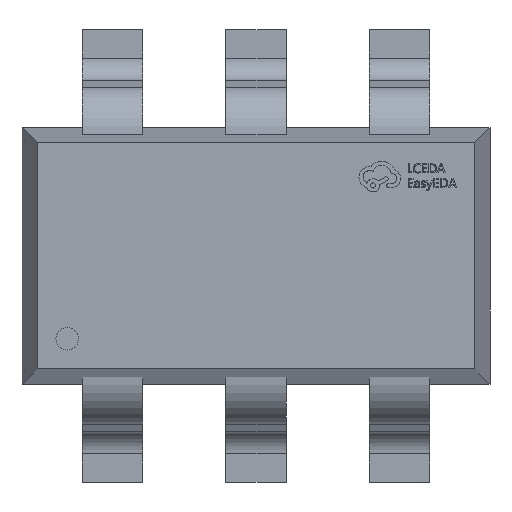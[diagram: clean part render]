
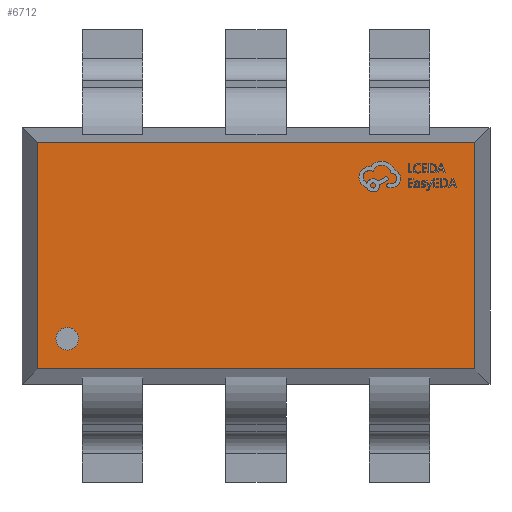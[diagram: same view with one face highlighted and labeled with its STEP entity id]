
A CAD part, top view. The second image highlights one B-rep face of the part: STEP entity #6712.
In plain terms, the highlighted planar face has unit normal (0, 0, 1).
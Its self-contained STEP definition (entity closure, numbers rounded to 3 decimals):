
#106 = CARTESIAN_POINT ( 'NONE',  ( -1.45, -0.75, 0.55 ) ) ;
#352 = CARTESIAN_POINT ( 'NONE',  ( 1.45, -0.75, 0.55 ) ) ;
#387 = LINE ( 'NONE', #10239, #6839 ) ;
#460 = FACE_OUTER_BOUND ( 'NONE', #5469, .T. ) ;
#967 = AXIS2_PLACEMENT_3D ( 'NONE', #13848, #3903, #4939 ) ;
#1109 = ORIENTED_EDGE ( 'NONE', *, *, #7675, .T. ) ;
#1675 = VECTOR ( 'NONE', #4151, 1000. ) ;
#1933 = EDGE_CURVE ( 'NONE', #4148, #5365, #7029, .T. ) ;
#2183 = EDGE_CURVE ( 'NONE', #4154, #8146, #9677, .T. ) ;
#2229 = LINE ( 'NONE', #7770, #7673 ) ;
#2407 = CARTESIAN_POINT ( 'NONE',  ( -1.25, -0.55, 0.55 ) ) ;
#2581 = LINE ( 'NONE', #11592, #8768 ) ;
#2645 = CARTESIAN_POINT ( 'NONE',  ( -1.325, -0.55, 0.55 ) ) ;
#2772 = EDGE_LOOP ( 'NONE', ( #4681, #1109 ) ) ;
#3903 = DIRECTION ( 'NONE',  ( 0., 0., 1. ) ) ;
#4148 = VERTEX_POINT ( 'NONE', #9079 ) ;
#4151 = DIRECTION ( 'NONE',  ( 1., 0., 0. ) ) ;
#4154 = VERTEX_POINT ( 'NONE', #106 ) ;
#4379 = CIRCLE ( 'NONE', #14351, 0.075 ) ;
#4681 = ORIENTED_EDGE ( 'NONE', *, *, #1933, .T. ) ;
#4844 = DIRECTION ( 'NONE',  ( 0., -1., 0. ) ) ;
#4939 = DIRECTION ( 'NONE',  ( 1., 0., 0. ) ) ;
#5092 = EDGE_CURVE ( 'NONE', #8776, #8016, #2229, .T. ) ;
#5365 = VERTEX_POINT ( 'NONE', #2645 ) ;
#5469 = EDGE_LOOP ( 'NONE', ( #10343, #12081, #9848, #6941 ) ) ;
#5674 = DIRECTION ( 'NONE',  ( -1., 0., 0. ) ) ;
#5905 = DIRECTION ( 'NONE',  ( 0., 1., 0. ) ) ;
#6028 = PLANE ( 'NONE',  #967 ) ;
#6570 = CARTESIAN_POINT ( 'NONE',  ( 1.45, 0.75, 0.55 ) ) ;
#6712 = ADVANCED_FACE ( 'NONE', ( #460, #9428 ), #6028, .T. ) ;
#6839 = VECTOR ( 'NONE', #5905, 1000. ) ;
#6941 = ORIENTED_EDGE ( 'NONE', *, *, #5092, .T. ) ;
#6981 = EDGE_CURVE ( 'NONE', #8016, #4154, #2581, .T. ) ;
#7029 = CIRCLE ( 'NONE', #7923, 0.075 ) ;
#7673 = VECTOR ( 'NONE', #5674, 1000. ) ;
#7675 = EDGE_CURVE ( 'NONE', #5365, #4148, #4379, .T. ) ;
#7770 = CARTESIAN_POINT ( 'NONE',  ( -1.45, 0.75, 0.55 ) ) ;
#7819 = DIRECTION ( 'NONE',  ( 0., 0., -1. ) ) ;
#7923 = AXIS2_PLACEMENT_3D ( 'NONE', #2407, #11273, #13386 ) ;
#8016 = VERTEX_POINT ( 'NONE', #10130 ) ;
#8146 = VERTEX_POINT ( 'NONE', #352 ) ;
#8768 = VECTOR ( 'NONE', #4844, 1000. ) ;
#8776 = VERTEX_POINT ( 'NONE', #6570 ) ;
#9079 = CARTESIAN_POINT ( 'NONE',  ( -1.175, -0.55, 0.55 ) ) ;
#9428 = FACE_BOUND ( 'NONE', #2772, .T. ) ;
#9677 = LINE ( 'NONE', #13026, #1675 ) ;
#9848 = ORIENTED_EDGE ( 'NONE', *, *, #13571, .T. ) ;
#10006 = DIRECTION ( 'NONE',  ( 1., 0., 0. ) ) ;
#10130 = CARTESIAN_POINT ( 'NONE',  ( -1.45, 0.75, 0.55 ) ) ;
#10239 = CARTESIAN_POINT ( 'NONE',  ( 1.45, 0.75, 0.55 ) ) ;
#10343 = ORIENTED_EDGE ( 'NONE', *, *, #6981, .T. ) ;
#11273 = DIRECTION ( 'NONE',  ( 0., 0., -1. ) ) ;
#11592 = CARTESIAN_POINT ( 'NONE',  ( -1.45, 0.75, 0.55 ) ) ;
#12081 = ORIENTED_EDGE ( 'NONE', *, *, #2183, .T. ) ;
#13026 = CARTESIAN_POINT ( 'NONE',  ( -1.45, -0.75, 0.55 ) ) ;
#13212 = CARTESIAN_POINT ( 'NONE',  ( -1.25, -0.55, 0.55 ) ) ;
#13386 = DIRECTION ( 'NONE',  ( 1., 0., 0. ) ) ;
#13571 = EDGE_CURVE ( 'NONE', #8146, #8776, #387, .T. ) ;
#13848 = CARTESIAN_POINT ( 'NONE',  ( 0., 0., 0.55 ) ) ;
#14351 = AXIS2_PLACEMENT_3D ( 'NONE', #13212, #7819, #10006 ) ;
